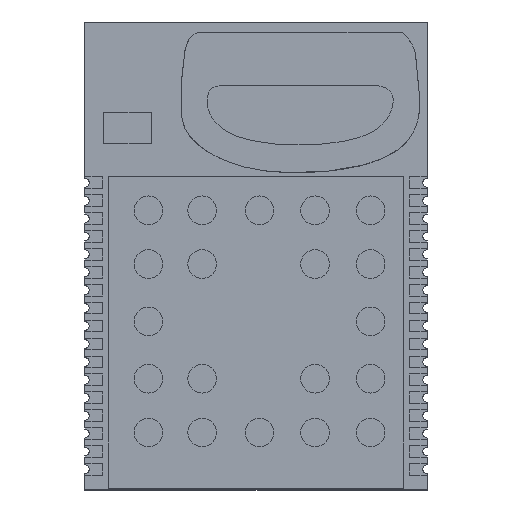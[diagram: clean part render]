
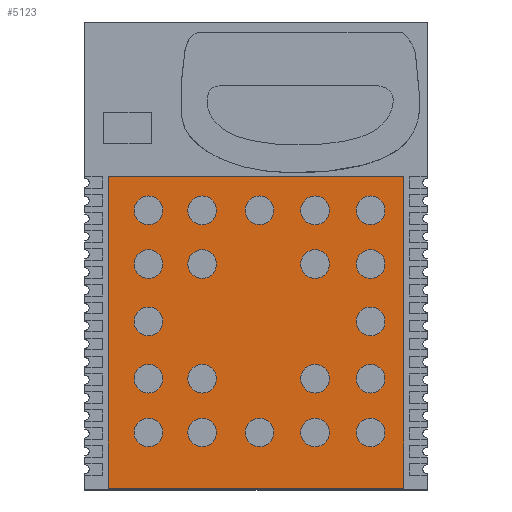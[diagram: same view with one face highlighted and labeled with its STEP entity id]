
A CAD part, top view. The second image highlights one B-rep face of the part: STEP entity #5123.
In plain terms, the highlighted planar face has unit normal (0, 0, 1).
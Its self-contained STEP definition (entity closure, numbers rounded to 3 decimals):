
#24=FACE_BOUND('',#820,.T.);
#25=FACE_BOUND('',#821,.T.);
#26=FACE_BOUND('',#822,.T.);
#27=FACE_BOUND('',#823,.T.);
#28=FACE_BOUND('',#824,.T.);
#29=FACE_BOUND('',#825,.T.);
#30=FACE_BOUND('',#826,.T.);
#31=FACE_BOUND('',#827,.T.);
#32=FACE_BOUND('',#828,.T.);
#33=FACE_BOUND('',#829,.T.);
#34=FACE_BOUND('',#830,.T.);
#35=FACE_BOUND('',#831,.T.);
#36=FACE_BOUND('',#832,.T.);
#37=FACE_BOUND('',#833,.T.);
#38=FACE_BOUND('',#834,.T.);
#39=FACE_BOUND('',#835,.T.);
#40=FACE_BOUND('',#836,.T.);
#41=FACE_BOUND('',#837,.T.);
#42=FACE_BOUND('',#838,.T.);
#43=FACE_BOUND('',#839,.T.);
#215=PLANE('',#5475);
#549=FACE_OUTER_BOUND('',#819,.T.);
#819=EDGE_LOOP('',(#4360,#4361,#4362,#4363));
#820=EDGE_LOOP('',(#4364));
#821=EDGE_LOOP('',(#4365));
#822=EDGE_LOOP('',(#4366));
#823=EDGE_LOOP('',(#4367));
#824=EDGE_LOOP('',(#4368));
#825=EDGE_LOOP('',(#4369));
#826=EDGE_LOOP('',(#4370));
#827=EDGE_LOOP('',(#4371));
#828=EDGE_LOOP('',(#4372));
#829=EDGE_LOOP('',(#4373));
#830=EDGE_LOOP('',(#4374));
#831=EDGE_LOOP('',(#4375));
#832=EDGE_LOOP('',(#4376));
#833=EDGE_LOOP('',(#4377));
#834=EDGE_LOOP('',(#4378));
#835=EDGE_LOOP('',(#4379));
#836=EDGE_LOOP('',(#4380));
#837=EDGE_LOOP('',(#4381));
#838=EDGE_LOOP('',(#4382));
#839=EDGE_LOOP('',(#4383));
#1403=LINE('',#8804,#2011);
#1409=LINE('',#8815,#2017);
#1410=LINE('',#8818,#2018);
#1412=LINE('',#8821,#2020);
#2011=VECTOR('',#6597,10.);
#2017=VECTOR('',#6607,10.);
#2018=VECTOR('',#6610,10.);
#2020=VECTOR('',#6614,10.);
#2128=CIRCLE('',#5211,0.8);
#2130=CIRCLE('',#5215,0.8);
#2132=CIRCLE('',#5219,0.8);
#2134=CIRCLE('',#5223,0.8);
#2136=CIRCLE('',#5227,0.8);
#2138=CIRCLE('',#5231,0.8);
#2140=CIRCLE('',#5235,0.8);
#2142=CIRCLE('',#5239,0.8);
#2144=CIRCLE('',#5243,0.8);
#2146=CIRCLE('',#5247,0.8);
#2148=CIRCLE('',#5251,0.8);
#2150=CIRCLE('',#5255,0.8);
#2152=CIRCLE('',#5259,0.8);
#2154=CIRCLE('',#5263,0.8);
#2156=CIRCLE('',#5267,0.8);
#2158=CIRCLE('',#5271,0.8);
#2160=CIRCLE('',#5275,0.8);
#2162=CIRCLE('',#5279,0.8);
#2164=CIRCLE('',#5283,0.8);
#2166=CIRCLE('',#5287,0.8);
#2236=VERTEX_POINT('',#6938);
#2238=VERTEX_POINT('',#6945);
#2240=VERTEX_POINT('',#6952);
#2242=VERTEX_POINT('',#6959);
#2244=VERTEX_POINT('',#6966);
#2246=VERTEX_POINT('',#6973);
#2248=VERTEX_POINT('',#6980);
#2250=VERTEX_POINT('',#6987);
#2252=VERTEX_POINT('',#6994);
#2254=VERTEX_POINT('',#7001);
#2256=VERTEX_POINT('',#7008);
#2258=VERTEX_POINT('',#7015);
#2260=VERTEX_POINT('',#7022);
#2262=VERTEX_POINT('',#7029);
#2264=VERTEX_POINT('',#7036);
#2266=VERTEX_POINT('',#7043);
#2268=VERTEX_POINT('',#7050);
#2270=VERTEX_POINT('',#7057);
#2272=VERTEX_POINT('',#7064);
#2274=VERTEX_POINT('',#7071);
#2640=VERTEX_POINT('',#8801);
#2641=VERTEX_POINT('',#8803);
#2644=VERTEX_POINT('',#8813);
#2645=VERTEX_POINT('',#8817);
#2716=EDGE_CURVE('',#2236,#2236,#2128,.T.);
#2719=EDGE_CURVE('',#2238,#2238,#2130,.T.);
#2722=EDGE_CURVE('',#2240,#2240,#2132,.T.);
#2725=EDGE_CURVE('',#2242,#2242,#2134,.T.);
#2728=EDGE_CURVE('',#2244,#2244,#2136,.T.);
#2731=EDGE_CURVE('',#2246,#2246,#2138,.T.);
#2734=EDGE_CURVE('',#2248,#2248,#2140,.T.);
#2737=EDGE_CURVE('',#2250,#2250,#2142,.T.);
#2740=EDGE_CURVE('',#2252,#2252,#2144,.T.);
#2743=EDGE_CURVE('',#2254,#2254,#2146,.T.);
#2746=EDGE_CURVE('',#2256,#2256,#2148,.T.);
#2749=EDGE_CURVE('',#2258,#2258,#2150,.T.);
#2752=EDGE_CURVE('',#2260,#2260,#2152,.T.);
#2755=EDGE_CURVE('',#2262,#2262,#2154,.T.);
#2758=EDGE_CURVE('',#2264,#2264,#2156,.T.);
#2761=EDGE_CURVE('',#2266,#2266,#2158,.T.);
#2764=EDGE_CURVE('',#2268,#2268,#2160,.T.);
#2767=EDGE_CURVE('',#2270,#2270,#2162,.T.);
#2770=EDGE_CURVE('',#2272,#2272,#2164,.T.);
#2773=EDGE_CURVE('',#2274,#2274,#2166,.T.);
#3285=EDGE_CURVE('',#2641,#2640,#1403,.T.);
#3291=EDGE_CURVE('',#2640,#2644,#1409,.T.);
#3292=EDGE_CURVE('',#2645,#2641,#1410,.T.);
#3294=EDGE_CURVE('',#2644,#2645,#1412,.T.);
#4360=ORIENTED_EDGE('',*,*,#3285,.T.);
#4361=ORIENTED_EDGE('',*,*,#3291,.T.);
#4362=ORIENTED_EDGE('',*,*,#3294,.T.);
#4363=ORIENTED_EDGE('',*,*,#3292,.T.);
#4364=ORIENTED_EDGE('',*,*,#2716,.T.);
#4365=ORIENTED_EDGE('',*,*,#2719,.T.);
#4366=ORIENTED_EDGE('',*,*,#2722,.T.);
#4367=ORIENTED_EDGE('',*,*,#2725,.T.);
#4368=ORIENTED_EDGE('',*,*,#2728,.T.);
#4369=ORIENTED_EDGE('',*,*,#2731,.T.);
#4370=ORIENTED_EDGE('',*,*,#2734,.T.);
#4371=ORIENTED_EDGE('',*,*,#2737,.T.);
#4372=ORIENTED_EDGE('',*,*,#2740,.T.);
#4373=ORIENTED_EDGE('',*,*,#2743,.T.);
#4374=ORIENTED_EDGE('',*,*,#2746,.T.);
#4375=ORIENTED_EDGE('',*,*,#2749,.T.);
#4376=ORIENTED_EDGE('',*,*,#2752,.T.);
#4377=ORIENTED_EDGE('',*,*,#2755,.T.);
#4378=ORIENTED_EDGE('',*,*,#2758,.T.);
#4379=ORIENTED_EDGE('',*,*,#2761,.T.);
#4380=ORIENTED_EDGE('',*,*,#2764,.T.);
#4381=ORIENTED_EDGE('',*,*,#2767,.T.);
#4382=ORIENTED_EDGE('',*,*,#2770,.T.);
#4383=ORIENTED_EDGE('',*,*,#2773,.T.);
#5123=ADVANCED_FACE('',(#549,#24,#25,#26,#27,#28,#29,#30,#31,#32,#33,#34,
#35,#36,#37,#38,#39,#40,#41,#42,#43),#215,.T.);
#5211=AXIS2_PLACEMENT_3D('',#6939,#5586,#5587);
#5215=AXIS2_PLACEMENT_3D('',#6946,#5595,#5596);
#5219=AXIS2_PLACEMENT_3D('',#6953,#5604,#5605);
#5223=AXIS2_PLACEMENT_3D('',#6960,#5613,#5614);
#5227=AXIS2_PLACEMENT_3D('',#6967,#5622,#5623);
#5231=AXIS2_PLACEMENT_3D('',#6974,#5631,#5632);
#5235=AXIS2_PLACEMENT_3D('',#6981,#5640,#5641);
#5239=AXIS2_PLACEMENT_3D('',#6988,#5649,#5650);
#5243=AXIS2_PLACEMENT_3D('',#6995,#5658,#5659);
#5247=AXIS2_PLACEMENT_3D('',#7002,#5667,#5668);
#5251=AXIS2_PLACEMENT_3D('',#7009,#5676,#5677);
#5255=AXIS2_PLACEMENT_3D('',#7016,#5685,#5686);
#5259=AXIS2_PLACEMENT_3D('',#7023,#5694,#5695);
#5263=AXIS2_PLACEMENT_3D('',#7030,#5703,#5704);
#5267=AXIS2_PLACEMENT_3D('',#7037,#5712,#5713);
#5271=AXIS2_PLACEMENT_3D('',#7044,#5721,#5722);
#5275=AXIS2_PLACEMENT_3D('',#7051,#5730,#5731);
#5279=AXIS2_PLACEMENT_3D('',#7058,#5739,#5740);
#5283=AXIS2_PLACEMENT_3D('',#7065,#5748,#5749);
#5287=AXIS2_PLACEMENT_3D('',#7072,#5757,#5758);
#5475=AXIS2_PLACEMENT_3D('',#8822,#6615,#6616);
#5586=DIRECTION('center_axis',(0.,0.,-1.));
#5587=DIRECTION('ref_axis',(-1.,0.,0.));
#5595=DIRECTION('center_axis',(0.,0.,-1.));
#5596=DIRECTION('ref_axis',(-1.,0.,0.));
#5604=DIRECTION('center_axis',(0.,0.,-1.));
#5605=DIRECTION('ref_axis',(-1.,0.,0.));
#5613=DIRECTION('center_axis',(0.,0.,-1.));
#5614=DIRECTION('ref_axis',(-1.,0.,0.));
#5622=DIRECTION('center_axis',(0.,0.,-1.));
#5623=DIRECTION('ref_axis',(-1.,0.,0.));
#5631=DIRECTION('center_axis',(0.,0.,-1.));
#5632=DIRECTION('ref_axis',(-1.,0.,0.));
#5640=DIRECTION('center_axis',(0.,0.,-1.));
#5641=DIRECTION('ref_axis',(-1.,0.,0.));
#5649=DIRECTION('center_axis',(0.,0.,-1.));
#5650=DIRECTION('ref_axis',(-1.,0.,0.));
#5658=DIRECTION('center_axis',(0.,0.,-1.));
#5659=DIRECTION('ref_axis',(-1.,0.,0.));
#5667=DIRECTION('center_axis',(0.,0.,-1.));
#5668=DIRECTION('ref_axis',(-1.,0.,0.));
#5676=DIRECTION('center_axis',(0.,0.,-1.));
#5677=DIRECTION('ref_axis',(-1.,0.,0.));
#5685=DIRECTION('center_axis',(0.,0.,-1.));
#5686=DIRECTION('ref_axis',(-1.,0.,0.));
#5694=DIRECTION('center_axis',(0.,0.,-1.));
#5695=DIRECTION('ref_axis',(-1.,0.,0.));
#5703=DIRECTION('center_axis',(0.,0.,-1.));
#5704=DIRECTION('ref_axis',(-1.,0.,0.));
#5712=DIRECTION('center_axis',(0.,0.,-1.));
#5713=DIRECTION('ref_axis',(-1.,0.,0.));
#5721=DIRECTION('center_axis',(0.,0.,-1.));
#5722=DIRECTION('ref_axis',(-1.,0.,0.));
#5730=DIRECTION('center_axis',(0.,0.,-1.));
#5731=DIRECTION('ref_axis',(-1.,0.,0.));
#5739=DIRECTION('center_axis',(0.,0.,-1.));
#5740=DIRECTION('ref_axis',(-1.,0.,0.));
#5748=DIRECTION('center_axis',(0.,0.,-1.));
#5749=DIRECTION('ref_axis',(-1.,0.,0.));
#5757=DIRECTION('center_axis',(0.,0.,-1.));
#5758=DIRECTION('ref_axis',(-1.,0.,0.));
#6597=DIRECTION('',(1.,0.,0.));
#6607=DIRECTION('',(0.,1.,0.));
#6610=DIRECTION('',(0.,-1.,0.));
#6614=DIRECTION('',(-1.,0.,0.));
#6615=DIRECTION('center_axis',(0.,0.,1.));
#6616=DIRECTION('ref_axis',(1.,0.,0.));
#6938=CARTESIAN_POINT('',(-5.203,-3.655,3.2));
#6939=CARTESIAN_POINT('Origin',(-6.003,-3.655,3.2));
#6945=CARTESIAN_POINT('',(-2.203,-9.855,3.2));
#6946=CARTESIAN_POINT('Origin',(-3.003,-9.855,3.2));
#6952=CARTESIAN_POINT('',(4.097,-6.855,3.2));
#6953=CARTESIAN_POINT('Origin',(3.297,-6.855,3.2));
#6959=CARTESIAN_POINT('',(7.197,-0.455,3.2));
#6960=CARTESIAN_POINT('Origin',(6.397,-0.455,3.2));
#6966=CARTESIAN_POINT('',(-2.203,2.545,3.2));
#6967=CARTESIAN_POINT('Origin',(-3.003,2.545,3.2));
#6973=CARTESIAN_POINT('',(0.997,2.545,3.2));
#6974=CARTESIAN_POINT('Origin',(0.197,2.545,3.2));
#6980=CARTESIAN_POINT('',(4.097,-0.455,3.2));
#6981=CARTESIAN_POINT('Origin',(3.297,-0.455,3.2));
#6987=CARTESIAN_POINT('',(4.097,-9.855,3.2));
#6988=CARTESIAN_POINT('Origin',(3.297,-9.855,3.2));
#6994=CARTESIAN_POINT('',(-2.203,-6.855,3.2));
#6995=CARTESIAN_POINT('Origin',(-3.003,-6.855,3.2));
#7001=CARTESIAN_POINT('',(-5.203,-0.455,3.2));
#7002=CARTESIAN_POINT('Origin',(-6.003,-0.455,3.2));
#7008=CARTESIAN_POINT('',(-5.203,-6.855,3.2));
#7009=CARTESIAN_POINT('Origin',(-6.003,-6.855,3.2));
#7015=CARTESIAN_POINT('',(0.997,-9.855,3.2));
#7016=CARTESIAN_POINT('Origin',(0.197,-9.855,3.2));
#7022=CARTESIAN_POINT('',(7.197,-6.855,3.2));
#7023=CARTESIAN_POINT('Origin',(6.397,-6.855,3.2));
#7029=CARTESIAN_POINT('',(7.197,2.545,3.2));
#7030=CARTESIAN_POINT('Origin',(6.397,2.545,3.2));
#7036=CARTESIAN_POINT('',(-5.203,2.545,3.2));
#7037=CARTESIAN_POINT('Origin',(-6.003,2.545,3.2));
#7043=CARTESIAN_POINT('',(4.097,2.545,3.2));
#7044=CARTESIAN_POINT('Origin',(3.297,2.545,3.2));
#7050=CARTESIAN_POINT('',(7.197,-3.655,3.2));
#7051=CARTESIAN_POINT('Origin',(6.397,-3.655,3.2));
#7057=CARTESIAN_POINT('',(7.197,-9.855,3.2));
#7058=CARTESIAN_POINT('Origin',(6.397,-9.855,3.2));
#7064=CARTESIAN_POINT('',(-5.203,-9.855,3.2));
#7065=CARTESIAN_POINT('Origin',(-6.003,-9.855,3.2));
#7071=CARTESIAN_POINT('',(-2.203,-0.455,3.2));
#7072=CARTESIAN_POINT('Origin',(-3.003,-0.455,3.2));
#8801=CARTESIAN_POINT('',(8.25,-12.96,3.2));
#8803=CARTESIAN_POINT('',(-8.25,-12.96,3.2));
#8804=CARTESIAN_POINT('',(0.,-12.96,3.2));
#8813=CARTESIAN_POINT('',(8.25,4.44,3.2));
#8815=CARTESIAN_POINT('',(8.25,4.44,3.2));
#8817=CARTESIAN_POINT('',(-8.25,4.44,3.2));
#8818=CARTESIAN_POINT('',(-8.25,-13.06,3.2));
#8821=CARTESIAN_POINT('',(-8.25,4.44,3.2));
#8822=CARTESIAN_POINT('Origin',(0.,-4.31,3.2));
